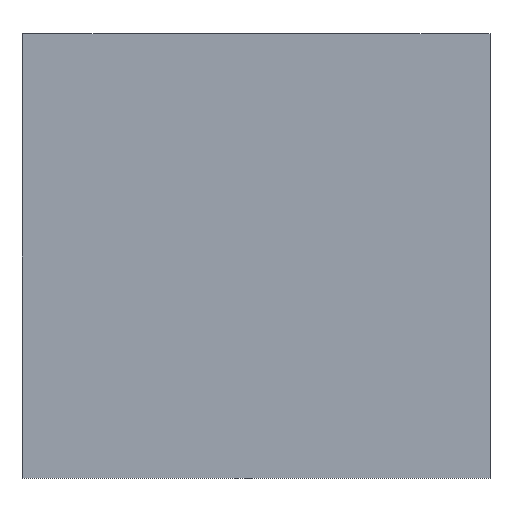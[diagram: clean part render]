
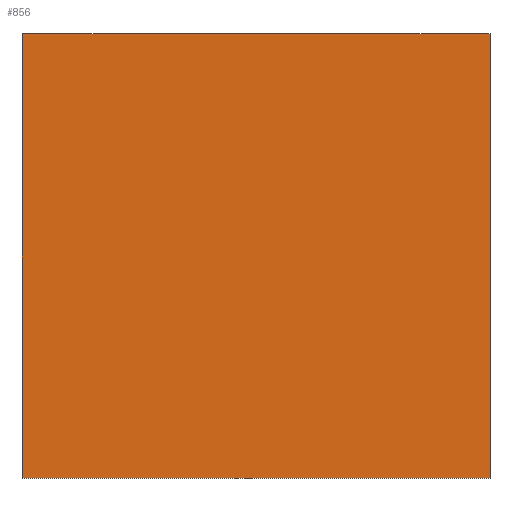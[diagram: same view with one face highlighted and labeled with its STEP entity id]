
A CAD part, left-side view. The second image highlights one B-rep face of the part: STEP entity #856.
In plain terms, the highlighted planar face has unit normal (-1, 0, 0).
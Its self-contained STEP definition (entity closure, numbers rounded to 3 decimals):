
#28=B_SPLINE_CURVE_WITH_KNOTS('',3,(#1229,#1230,#1231,#1232,#1233,#1234,
#1235,#1236,#1237,#1238),.UNSPECIFIED.,.F.,.F.,(4,3,3,4),(-0.002,
-0.001,-0.001,0.),.UNSPECIFIED.);
#29=B_SPLINE_CURVE_WITH_KNOTS('',3,(#1242,#1243,#1244,#1245,#1246,#1247,
#1248,#1249,#1250,#1251),.UNSPECIFIED.,.F.,.F.,(4,3,3,4),(-0.001,
-0.001,-0.001,0.),.UNSPECIFIED.);
#36=PLANE('',#928);
#83=FACE_OUTER_BOUND('',#132,.T.);
#132=EDGE_LOOP('',(#624,#625,#626,#627,#628,#629,#630,#631));
#184=LINE('',#1225,#292);
#185=LINE('',#1227,#293);
#186=LINE('',#1240,#294);
#187=LINE('',#1253,#295);
#188=LINE('',#1255,#296);
#189=LINE('',#1256,#297);
#292=VECTOR('',#1010,1000.);
#293=VECTOR('',#1011,1000.);
#294=VECTOR('',#1012,1000.);
#295=VECTOR('',#1013,1000.);
#296=VECTOR('',#1014,1000.);
#297=VECTOR('',#1015,1000.);
#412=VERTEX_POINT('',#1223);
#413=VERTEX_POINT('',#1224);
#414=VERTEX_POINT('',#1226);
#415=VERTEX_POINT('',#1228);
#416=VERTEX_POINT('',#1239);
#417=VERTEX_POINT('',#1241);
#418=VERTEX_POINT('',#1252);
#419=VERTEX_POINT('',#1254);
#496=EDGE_CURVE('',#412,#413,#184,.T.);
#497=EDGE_CURVE('',#413,#414,#185,.T.);
#498=EDGE_CURVE('',#414,#415,#28,.T.);
#499=EDGE_CURVE('',#415,#416,#186,.T.);
#500=EDGE_CURVE('',#416,#417,#29,.T.);
#501=EDGE_CURVE('',#417,#418,#187,.T.);
#502=EDGE_CURVE('',#418,#419,#188,.T.);
#503=EDGE_CURVE('',#419,#412,#189,.T.);
#624=ORIENTED_EDGE('',*,*,#496,.T.);
#625=ORIENTED_EDGE('',*,*,#497,.T.);
#626=ORIENTED_EDGE('',*,*,#498,.T.);
#627=ORIENTED_EDGE('',*,*,#499,.T.);
#628=ORIENTED_EDGE('',*,*,#500,.T.);
#629=ORIENTED_EDGE('',*,*,#501,.T.);
#630=ORIENTED_EDGE('',*,*,#502,.T.);
#631=ORIENTED_EDGE('',*,*,#503,.T.);
#856=ADVANCED_FACE('',(#83),#36,.T.);
#928=AXIS2_PLACEMENT_3D('',#1222,#1008,#1009);
#1008=DIRECTION('center_axis',(-1.,0.,0.));
#1009=DIRECTION('ref_axis',(0.,0.,
-1.));
#1010=DIRECTION('',(0.,0.,1.));
#1011=DIRECTION('',(0.,1.,0.));
#1012=DIRECTION('',(0.,1.,0.));
#1013=DIRECTION('',(0.,1.,0.));
#1014=DIRECTION('',(0.,0.,-1.));
#1015=DIRECTION('',(0.,-1.,0.));
#1222=CARTESIAN_POINT('Origin',(15.316,-37.531,20.934));
#1223=CARTESIAN_POINT('',(15.316,-77.531,-18.066));
#1224=CARTESIAN_POINT('',(15.316,-77.531,19.934));
#1225=CARTESIAN_POINT('',(15.316,-77.531,20.934));
#1226=CARTESIAN_POINT('',(15.316,-72.335,19.934));
#1227=CARTESIAN_POINT('',(15.316,-37.531,19.934));
#1228=CARTESIAN_POINT('',(15.316,-70.407,19.934));
#1229=CARTESIAN_POINT('Ctrl Pts',(15.316,-72.335,19.934));
#1230=CARTESIAN_POINT('Ctrl Pts',(15.316,-72.014,19.934));
#1231=CARTESIAN_POINT('Ctrl Pts',(15.316,-71.693,19.938));
#1232=CARTESIAN_POINT('Ctrl Pts',(15.316,-71.371,19.938));
#1233=CARTESIAN_POINT('Ctrl Pts',(15.316,-71.325,19.938));
#1234=CARTESIAN_POINT('Ctrl Pts',(15.316,-71.278,19.938));
#1235=CARTESIAN_POINT('Ctrl Pts',(15.316,-71.232,19.938));
#1236=CARTESIAN_POINT('Ctrl Pts',(15.316,-70.957,19.937));
#1237=CARTESIAN_POINT('Ctrl Pts',(15.316,-70.682,19.934));
#1238=CARTESIAN_POINT('Ctrl Pts',(15.316,-70.407,19.934));
#1239=CARTESIAN_POINT('',(15.316,-44.411,19.934));
#1240=CARTESIAN_POINT('',(15.316,-37.531,19.934));
#1241=CARTESIAN_POINT('',(15.316,-42.971,19.934));
#1242=CARTESIAN_POINT('Ctrl Pts',(15.316,-44.411,19.934));
#1243=CARTESIAN_POINT('Ctrl Pts',(15.316,-44.186,19.934));
#1244=CARTESIAN_POINT('Ctrl Pts',(15.316,-43.961,19.935));
#1245=CARTESIAN_POINT('Ctrl Pts',(15.316,-43.736,19.936));
#1246=CARTESIAN_POINT('Ctrl Pts',(15.316,-43.721,19.936));
#1247=CARTESIAN_POINT('Ctrl Pts',(15.316,-43.706,19.936));
#1248=CARTESIAN_POINT('Ctrl Pts',(15.316,-43.691,19.936));
#1249=CARTESIAN_POINT('Ctrl Pts',(15.316,-43.451,19.935));
#1250=CARTESIAN_POINT('Ctrl Pts',(15.316,-43.211,19.934));
#1251=CARTESIAN_POINT('Ctrl Pts',(15.316,-42.971,19.934));
#1252=CARTESIAN_POINT('',(15.316,-37.531,19.934));
#1253=CARTESIAN_POINT('',(15.316,-37.531,19.934));
#1254=CARTESIAN_POINT('',(15.316,-37.531,-18.066));
#1255=CARTESIAN_POINT('',(15.316,-37.531,20.934));
#1256=CARTESIAN_POINT('',(15.316,-37.531,-18.066));
